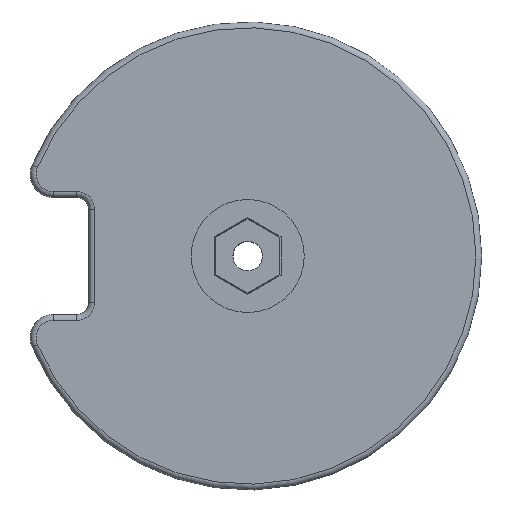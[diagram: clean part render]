
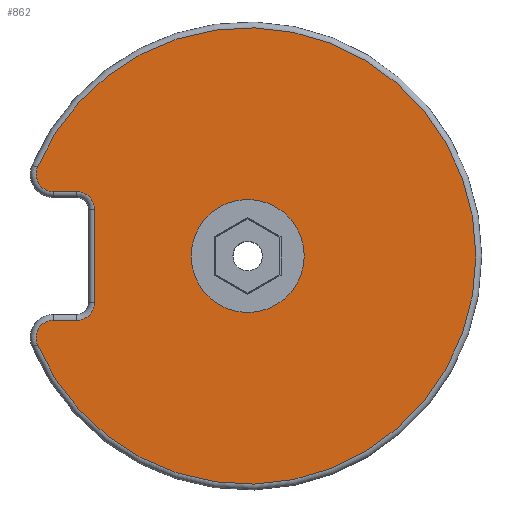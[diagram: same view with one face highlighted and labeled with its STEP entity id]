
A CAD part, top view. The second image highlights one B-rep face of the part: STEP entity #862.
In plain terms, the highlighted planar face has unit normal (0, 0, 1).
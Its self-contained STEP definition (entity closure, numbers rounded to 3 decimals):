
#51=FACE_BOUND('',#162,.T.);
#69=PLANE('',#970);
#106=FACE_OUTER_BOUND('',#161,.T.);
#161=EDGE_LOOP('',(#650,#651,#652,#653,#654,#655,#656,#657));
#162=EDGE_LOOP('',(#658));
#215=LINE('',#1538,#277);
#216=LINE('',#1546,#278);
#218=LINE('',#1558,#280);
#277=VECTOR('',#1100,10.);
#278=VECTOR('',#1111,10.);
#280=VECTOR('',#1125,10.);
#342=CIRCLE('',#949,19.521);
#344=CIRCLE('',#952,1.5);
#347=CIRCLE('',#957,1.5);
#350=CIRCLE('',#962,1.5);
#355=CIRCLE('',#969,1.5);
#356=CIRCLE('',#971,4.835);
#400=VERTEX_POINT('',#1527);
#401=VERTEX_POINT('',#1529);
#402=VERTEX_POINT('',#1533);
#403=VERTEX_POINT('',#1537);
#404=VERTEX_POINT('',#1541);
#405=VERTEX_POINT('',#1545);
#407=VERTEX_POINT('',#1551);
#409=VERTEX_POINT('',#1557);
#411=VERTEX_POINT('',#1566);
#486=EDGE_CURVE('',#400,#401,#342,.T.);
#488=EDGE_CURVE('',#401,#402,#344,.T.);
#490=EDGE_CURVE('',#402,#403,#215,.T.);
#492=EDGE_CURVE('',#403,#404,#347,.T.);
#494=EDGE_CURVE('',#404,#405,#216,.T.);
#497=EDGE_CURVE('',#405,#407,#350,.T.);
#500=EDGE_CURVE('',#407,#409,#218,.T.);
#504=EDGE_CURVE('',#409,#400,#355,.T.);
#505=EDGE_CURVE('',#411,#411,#356,.T.);
#650=ORIENTED_EDGE('',*,*,#504,.F.);
#651=ORIENTED_EDGE('',*,*,#500,.F.);
#652=ORIENTED_EDGE('',*,*,#497,.F.);
#653=ORIENTED_EDGE('',*,*,#494,.F.);
#654=ORIENTED_EDGE('',*,*,#492,.F.);
#655=ORIENTED_EDGE('',*,*,#490,.F.);
#656=ORIENTED_EDGE('',*,*,#488,.F.);
#657=ORIENTED_EDGE('',*,*,#486,.F.);
#658=ORIENTED_EDGE('',*,*,#505,.T.);
#862=ADVANCED_FACE('',(#106,#51),#69,.T.);
#949=AXIS2_PLACEMENT_3D('',#1530,#1088,#1089);
#952=AXIS2_PLACEMENT_3D('',#1534,#1094,#1095);
#957=AXIS2_PLACEMENT_3D('',#1542,#1105,#1106);
#962=AXIS2_PLACEMENT_3D('',#1552,#1117,#1118);
#969=AXIS2_PLACEMENT_3D('',#1564,#1133,#1134);
#970=AXIS2_PLACEMENT_3D('',#1565,#1135,#1136);
#971=AXIS2_PLACEMENT_3D('',#1567,#1137,#1138);
#1088=DIRECTION('center_axis',(0.,0.,-1.));
#1089=DIRECTION('ref_axis',(1.,0.,0.));
#1094=DIRECTION('center_axis',(0.,0.,-1.));
#1095=DIRECTION('ref_axis',(-0.833,0.553,0.));
#1100=DIRECTION('',(1.,0.,0.));
#1105=DIRECTION('center_axis',(0.,0.,1.));
#1106=DIRECTION('ref_axis',(0.707,-0.707,0.));
#1111=DIRECTION('',(0.,1.,0.));
#1117=DIRECTION('center_axis',(0.,0.,1.));
#1118=DIRECTION('ref_axis',(0.707,0.707,0.));
#1125=DIRECTION('',(-1.,0.,0.));
#1133=DIRECTION('center_axis',(0.,0.,-1.));
#1134=DIRECTION('ref_axis',(-0.833,-0.553,0.));
#1135=DIRECTION('center_axis',(0.,0.,1.));
#1136=DIRECTION('ref_axis',(1.,0.,0.));
#1137=DIRECTION('center_axis',(0.,0.,-1.));
#1138=DIRECTION('ref_axis',(1.,0.,0.));
#1527=CARTESIAN_POINT('',(-17.989,-22.439,-7.021));
#1529=CARTESIAN_POINT('',(-17.989,-37.604,-7.021));
#1530=CARTESIAN_POINT('Origin',(0.,-30.021,-7.021));
#1533=CARTESIAN_POINT('',(-16.606,-35.521,-7.021));
#1534=CARTESIAN_POINT('Origin',(-16.606,-37.021,-7.021));
#1537=CARTESIAN_POINT('',(-14.621,-35.521,-7.021));
#1538=CARTESIAN_POINT('',(-6.957,-35.521,-7.021));
#1541=CARTESIAN_POINT('',(-13.121,-34.021,-7.021));
#1542=CARTESIAN_POINT('Origin',(-14.621,-34.021,-7.021));
#1545=CARTESIAN_POINT('',(-13.121,-26.021,-7.021));
#1546=CARTESIAN_POINT('',(-13.121,-28.021,-7.021));
#1551=CARTESIAN_POINT('',(-14.621,-24.521,-7.021));
#1552=CARTESIAN_POINT('Origin',(-14.621,-26.021,-7.021));
#1557=CARTESIAN_POINT('',(-16.606,-24.521,-7.021));
#1558=CARTESIAN_POINT('',(-7.949,-24.521,-7.021));
#1564=CARTESIAN_POINT('Origin',(-16.606,-23.021,-7.021));
#1565=CARTESIAN_POINT('Origin',(0.708,-30.021,-7.021));
#1566=CARTESIAN_POINT('',(-4.835,-30.021,-7.021));
#1567=CARTESIAN_POINT('Origin',(0.,-30.021,-7.021));
